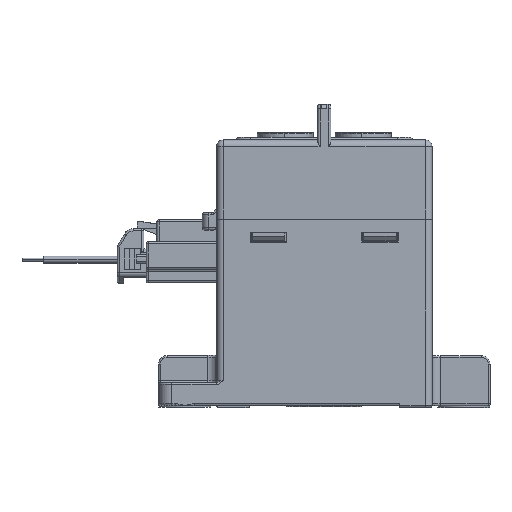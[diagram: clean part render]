
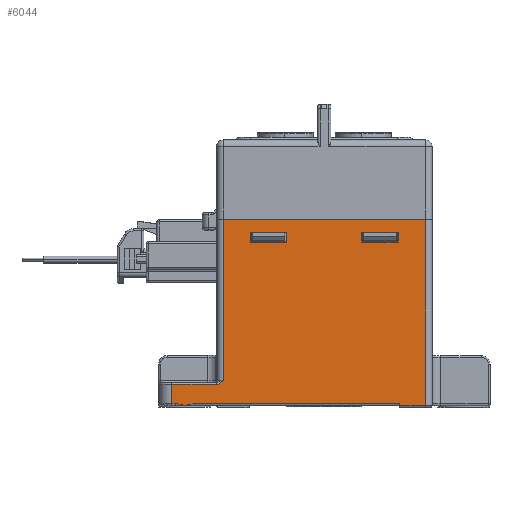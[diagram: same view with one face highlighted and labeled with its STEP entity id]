
A CAD part, top view. The second image highlights one B-rep face of the part: STEP entity #6044.
In plain terms, the highlighted planar face has unit normal (0, 0, 1).
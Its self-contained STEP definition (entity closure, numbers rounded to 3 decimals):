
#103=B_SPLINE_CURVE_WITH_KNOTS('',3,(#24867,#24868,#24869,#24870,#24871,
#24872,#24873,#24874),.UNSPECIFIED.,.F.,.F.,(4,2,2,4),(0.,0.5,0.75,1.),
 .UNSPECIFIED.);
#105=B_SPLINE_CURVE_WITH_KNOTS('',3,(#24916,#24917,#24918,#24919,#24920,
#24921),.UNSPECIFIED.,.F.,.F.,(4,2,4),(0.,0.5,1.),.UNSPECIFIED.);
#106=B_SPLINE_CURVE_WITH_KNOTS('',3,(#24996,#24997,#24998,#24999,#25000,
#25001),.UNSPECIFIED.,.F.,.F.,(4,2,4),(0.,0.5,1.),.UNSPECIFIED.);
#633=PLANE('',#17678);
#2543=LINE('',#24738,#4325);
#2576=LINE('',#24806,#4358);
#2577=LINE('',#24819,#4359);
#2578=LINE('',#24826,#4360);
#2579=LINE('',#24830,#4361);
#2580=LINE('',#24836,#4362);
#2581=LINE('',#24849,#4363);
#2582=LINE('',#24856,#4364);
#2583=LINE('',#24860,#4365);
#2585=LINE('',#24961,#4367);
#2586=LINE('',#24963,#4368);
#2596=LINE('',#25031,#4378);
#2599=LINE('',#25040,#4381);
#2600=LINE('',#25042,#4382);
#2601=LINE('',#25045,#4383);
#2602=LINE('',#25046,#4384);
#2603=LINE('',#25047,#4385);
#4325=VECTOR('',#19742,1.);
#4358=VECTOR('',#19793,1.);
#4359=VECTOR('',#19804,1.);
#4360=VECTOR('',#19807,1.);
#4361=VECTOR('',#19812,1.);
#4362=VECTOR('',#19821,1.);
#4363=VECTOR('',#19832,1.);
#4364=VECTOR('',#19835,1.);
#4365=VECTOR('',#19840,1.);
#4367=VECTOR('',#19854,1.);
#4368=VECTOR('',#19857,1.);
#4378=VECTOR('',#19879,1.);
#4381=VECTOR('',#19888,1.);
#4382=VECTOR('',#19891,1.);
#4383=VECTOR('',#19892,1.);
#4384=VECTOR('',#19893,1.);
#4385=VECTOR('',#19894,1.);
#6044=ADVANCED_FACE('',(#6865,#6866,#6867),#633,.F.);
#6865=FACE_BOUND('',#7156,.T.);
#6866=FACE_BOUND('',#7157,.T.);
#6867=FACE_BOUND('',#7158,.T.);
#7156=EDGE_LOOP('',(#8939,#8940,#8941,#8942,#8943,#8944));
#7157=EDGE_LOOP('',(#8945,#8946,#8947,#8948,#8949,#8950));
#7158=EDGE_LOOP('',(#8951,#8952,#8953,#8954,#8955,#8956,#8957,#8958,#8959,
#8960,#8961,#8962));
#8939=ORIENTED_EDGE('',*,*,#14831,.T.);
#8940=ORIENTED_EDGE('',*,*,#14830,.T.);
#8941=ORIENTED_EDGE('',*,*,#14828,.T.);
#8942=ORIENTED_EDGE('',*,*,#14826,.T.);
#8943=ORIENTED_EDGE('',*,*,#14824,.T.);
#8944=ORIENTED_EDGE('',*,*,#14821,.T.);
#8945=ORIENTED_EDGE('',*,*,#14819,.T.);
#8946=ORIENTED_EDGE('',*,*,#14818,.T.);
#8947=ORIENTED_EDGE('',*,*,#14816,.T.);
#8948=ORIENTED_EDGE('',*,*,#14814,.T.);
#8949=ORIENTED_EDGE('',*,*,#14812,.T.);
#8950=ORIENTED_EDGE('',*,*,#14809,.T.);
#8951=ORIENTED_EDGE('',*,*,#14862,.T.);
#8952=ORIENTED_EDGE('',*,*,#14863,.T.);
#8953=ORIENTED_EDGE('',*,*,#14853,.T.);
#8954=ORIENTED_EDGE('',*,*,#14835,.T.);
#8955=ORIENTED_EDGE('',*,*,#14856,.T.);
#8956=ORIENTED_EDGE('',*,*,#14864,.T.);
#8957=ORIENTED_EDGE('',*,*,#14861,.T.);
#8958=ORIENTED_EDGE('',*,*,#14841,.T.);
#8959=ORIENTED_EDGE('',*,*,#14774,.F.);
#8960=ORIENTED_EDGE('',*,*,#14840,.T.);
#8961=ORIENTED_EDGE('',*,*,#14833,.T.);
#8962=ORIENTED_EDGE('',*,*,#14865,.T.);
#13076=VERTEX_POINT('',#24737);
#13077=VERTEX_POINT('',#24739);
#13102=VERTEX_POINT('',#24805);
#13103=VERTEX_POINT('',#24807);
#13104=VERTEX_POINT('',#24811);
#13105=VERTEX_POINT('',#24818);
#13106=VERTEX_POINT('',#24825);
#13107=VERTEX_POINT('',#24829);
#13108=VERTEX_POINT('',#24835);
#13109=VERTEX_POINT('',#24837);
#13110=VERTEX_POINT('',#24841);
#13111=VERTEX_POINT('',#24848);
#13112=VERTEX_POINT('',#24855);
#13113=VERTEX_POINT('',#24859);
#13115=VERTEX_POINT('',#24866);
#13116=VERTEX_POINT('',#24875);
#13117=VERTEX_POINT('',#24922);
#13118=VERTEX_POINT('',#24923);
#13121=VERTEX_POINT('',#24964);
#13132=VERTEX_POINT('',#25002);
#13133=VERTEX_POINT('',#25029);
#13136=VERTEX_POINT('',#25036);
#13138=VERTEX_POINT('',#25043);
#13139=VERTEX_POINT('',#25044);
#14774=EDGE_CURVE('',#13076,#13077,#2543,.T.);
#14809=EDGE_CURVE('',#13103,#13102,#2576,.T.);
#14812=EDGE_CURVE('',#13104,#13103,#16899,.T.);
#14814=EDGE_CURVE('',#13105,#13104,#2577,.T.);
#14816=EDGE_CURVE('',#13106,#13105,#2578,.T.);
#14818=EDGE_CURVE('',#13107,#13106,#2579,.T.);
#14819=EDGE_CURVE('',#13102,#13107,#16901,.T.);
#14821=EDGE_CURVE('',#13109,#13108,#2580,.T.);
#14824=EDGE_CURVE('',#13110,#13109,#16905,.T.);
#14826=EDGE_CURVE('',#13111,#13110,#2581,.T.);
#14828=EDGE_CURVE('',#13112,#13111,#2582,.T.);
#14830=EDGE_CURVE('',#13113,#13112,#2583,.T.);
#14831=EDGE_CURVE('',#13108,#13113,#16907,.T.);
#14833=EDGE_CURVE('',#13116,#13115,#103,.T.);
#14835=EDGE_CURVE('',#13117,#13118,#105,.T.);
#14840=EDGE_CURVE('',#13076,#13116,#2585,.T.);
#14841=EDGE_CURVE('',#13121,#13077,#2586,.T.);
#14853=EDGE_CURVE('',#13132,#13117,#106,.T.);
#14856=EDGE_CURVE('',#13118,#13133,#2596,.T.);
#14861=EDGE_CURVE('',#13136,#13121,#2599,.T.);
#14862=EDGE_CURVE('',#13138,#13139,#2600,.T.);
#14863=EDGE_CURVE('',#13139,#13132,#2601,.T.);
#14864=EDGE_CURVE('',#13133,#13136,#2602,.T.);
#14865=EDGE_CURVE('',#13115,#13138,#2603,.T.);
#16899=CIRCLE('',#17644,0.3);
#16901=CIRCLE('',#17650,0.3);
#16905=CIRCLE('',#17656,0.3);
#16907=CIRCLE('',#17662,0.3);
#17644=AXIS2_PLACEMENT_3D('',#24812,#19800,#19801);
#17650=AXIS2_PLACEMENT_3D('',#24832,#19815,#19816);
#17656=AXIS2_PLACEMENT_3D('',#24842,#19828,#19829);
#17662=AXIS2_PLACEMENT_3D('',#24862,#19843,#19844);
#17678=AXIS2_PLACEMENT_3D('',#25048,#19895,#19896);
#19742=DIRECTION('',(1.,0.,0.));
#19793=DIRECTION('',(1.,0.,0.));
#19800=DIRECTION('',(0.,0.,-1.));
#19801=DIRECTION('',(-1.,0.,0.));
#19804=DIRECTION('',(0.,1.,0.));
#19807=DIRECTION('',(-1.,0.,0.));
#19812=DIRECTION('',(0.,-1.,0.));
#19815=DIRECTION('',(0.,0.,-1.));
#19816=DIRECTION('',(-1.,0.,0.));
#19821=DIRECTION('',(1.,0.,0.));
#19828=DIRECTION('',(0.,0.,-1.));
#19829=DIRECTION('',(-1.,0.,0.));
#19832=DIRECTION('',(0.,1.,0.));
#19835=DIRECTION('',(-1.,0.,0.));
#19840=DIRECTION('',(0.,-1.,0.));
#19843=DIRECTION('',(0.,0.,-1.));
#19844=DIRECTION('',(-1.,0.,0.));
#19854=DIRECTION('',(0.,-1.,0.));
#19857=DIRECTION('',(0.,1.,0.));
#19879=DIRECTION('',(1.,0.,0.));
#19888=DIRECTION('',(1.,0.,0.));
#19891=DIRECTION('',(0.,-1.,0.));
#19892=DIRECTION('',(1.,0.,0.));
#19893=DIRECTION('',(0.,-1.,0.));
#19894=DIRECTION('',(-1.,0.,0.));
#19895=DIRECTION('',(0.,0.,-1.));
#19896=DIRECTION('',(1.,0.,0.));
#24737=CARTESIAN_POINT('',(-23.4,43.,19.5));
#24738=CARTESIAN_POINT('',(-24.9,43.,19.5));
#24739=CARTESIAN_POINT('',(23.4,43.,19.5));
#24805=CARTESIAN_POINT('',(-8.95,40.1,19.5));
#24806=CARTESIAN_POINT('',(-24.9,40.1,19.5));
#24807=CARTESIAN_POINT('',(-16.75,40.1,19.5));
#24811=CARTESIAN_POINT('',(-17.05,39.8,19.5));
#24812=CARTESIAN_POINT('',(-16.75,39.8,19.5));
#24818=CARTESIAN_POINT('',(-17.05,37.8,19.5));
#24819=CARTESIAN_POINT('',(-17.05,43.,19.5));
#24825=CARTESIAN_POINT('',(-8.65,37.8,19.5));
#24826=CARTESIAN_POINT('',(-24.9,37.8,19.5));
#24829=CARTESIAN_POINT('',(-8.65,39.8,19.5));
#24830=CARTESIAN_POINT('',(-8.65,43.,19.5));
#24832=CARTESIAN_POINT('',(-8.95,39.8,19.5));
#24835=CARTESIAN_POINT('',(16.75,40.1,19.5));
#24836=CARTESIAN_POINT('',(-24.9,40.1,19.5));
#24837=CARTESIAN_POINT('',(8.95,40.1,19.5));
#24841=CARTESIAN_POINT('',(8.65,39.8,19.5));
#24842=CARTESIAN_POINT('',(8.95,39.8,19.5));
#24848=CARTESIAN_POINT('',(8.65,37.8,19.5));
#24849=CARTESIAN_POINT('',(8.65,43.,19.5));
#24855=CARTESIAN_POINT('',(17.05,37.8,19.5));
#24856=CARTESIAN_POINT('',(-24.9,37.8,19.5));
#24859=CARTESIAN_POINT('',(17.05,39.8,19.5));
#24860=CARTESIAN_POINT('',(17.05,43.,19.5));
#24862=CARTESIAN_POINT('',(16.75,39.8,19.5));
#24866=CARTESIAN_POINT('',(-24.949,4.9,19.5));
#24867=CARTESIAN_POINT('',(-23.4,5.7,19.5));
#24868=CARTESIAN_POINT('',(-23.626,5.507,19.5));
#24869=CARTESIAN_POINT('',(-23.855,5.312,19.5));
#24870=CARTESIAN_POINT('',(-24.236,5.086,19.5));
#24871=CARTESIAN_POINT('',(-24.369,5.021,19.5));
#24872=CARTESIAN_POINT('',(-24.652,4.928,19.5));
#24873=CARTESIAN_POINT('',(-24.799,4.9,19.5));
#24874=CARTESIAN_POINT('',(-24.949,4.9,19.5));
#24875=CARTESIAN_POINT('',(-23.4,5.7,19.5));
#24916=CARTESIAN_POINT('',(-32.25,0.,19.5));
#24917=CARTESIAN_POINT('',(-31.896,0.095,19.5));
#24918=CARTESIAN_POINT('',(-31.543,0.189,19.5));
#24919=CARTESIAN_POINT('',(-30.826,0.341,19.5));
#24920=CARTESIAN_POINT('',(-30.463,0.4,19.5));
#24921=CARTESIAN_POINT('',(-30.096,0.4,19.5));
#24922=CARTESIAN_POINT('',(-32.25,0.,19.5));
#24923=CARTESIAN_POINT('',(-30.096,0.4,19.5));
#24961=CARTESIAN_POINT('',(-23.4,43.,19.5));
#24963=CARTESIAN_POINT('',(23.4,43.,19.5));
#24964=CARTESIAN_POINT('',(23.4,0.,19.5));
#24996=CARTESIAN_POINT('',(-34.404,0.4,19.5));
#24997=CARTESIAN_POINT('',(-34.037,0.4,19.5));
#24998=CARTESIAN_POINT('',(-33.674,0.341,19.5));
#24999=CARTESIAN_POINT('',(-32.957,0.189,19.5));
#25000=CARTESIAN_POINT('',(-32.603,0.094,19.5));
#25001=CARTESIAN_POINT('',(-32.25,0.,19.5));
#25002=CARTESIAN_POINT('',(-34.404,0.4,19.5));
#25029=CARTESIAN_POINT('',(17.4,0.4,19.5));
#25031=CARTESIAN_POINT('',(17.4,0.4,19.5));
#25036=CARTESIAN_POINT('',(17.4,0.,19.5));
#25040=CARTESIAN_POINT('',(-24.9,0.,19.5));
#25042=CARTESIAN_POINT('',(-35.3,0.,19.5));
#25043=CARTESIAN_POINT('',(-35.3,4.9,19.5));
#25044=CARTESIAN_POINT('',(-35.3,0.4,19.5));
#25045=CARTESIAN_POINT('',(-32.25,0.4,19.5));
#25046=CARTESIAN_POINT('',(17.4,-0.4,19.5));
#25047=CARTESIAN_POINT('',(-35.3,4.9,19.5));
#25048=CARTESIAN_POINT('',(-24.9,43.,19.5));
